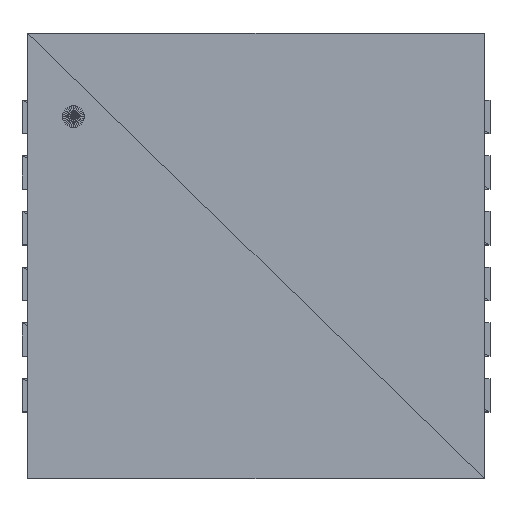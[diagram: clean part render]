
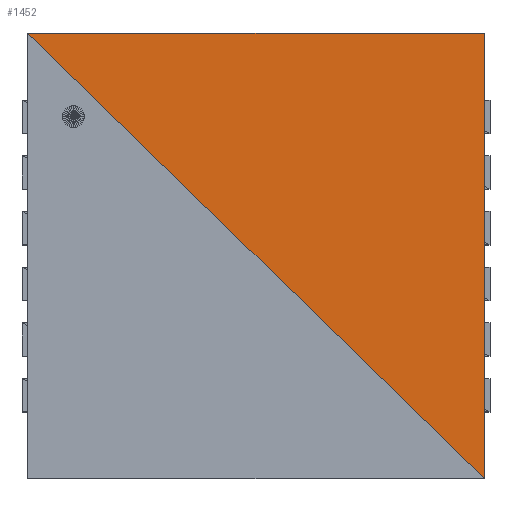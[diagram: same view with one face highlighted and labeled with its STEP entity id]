
A CAD part, top view. The second image highlights one B-rep face of the part: STEP entity #1452.
In plain terms, the highlighted planar face has unit normal (0, 0, 1).
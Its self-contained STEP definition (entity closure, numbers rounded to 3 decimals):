
#1452=ADVANCED_FACE('',(#1453),#1479,.F.);
#1453=FACE_OUTER_BOUND('',#1454,.T.);
#1454=EDGE_LOOP('',(#1455,#1457,#1459));
#1455=ORIENTED_EDGE('',*,*,#1456,.T.);
#1456=EDGE_CURVE('',#1461,#1463,#1465,.T.);
#1457=ORIENTED_EDGE('',*,*,#1458,.T.);
#1458=EDGE_CURVE('',#1463,#1469,#1471,.T.);
#1459=ORIENTED_EDGE('',*,*,#1460,.T.);
#1460=EDGE_CURVE('',#1469,#1461,#1475,.T.);
#1461=VERTEX_POINT('',#1462);
#1462=CARTESIAN_POINT('',(2.05,-2.,1.397));
#1463=VERTEX_POINT('',#1464);
#1464=CARTESIAN_POINT('',(-2.05,2.,1.397));
#1465=LINE('',#1466,#1467);
#1466=CARTESIAN_POINT('',(2.05,-2.,1.397));
#1467=VECTOR('',#1468,1.0);
#1468=DIRECTION('',(0.716,-0.698,0.0));
#1469=VERTEX_POINT('',#1470);
#1470=CARTESIAN_POINT('',(2.05,2.,1.397));
#1471=LINE('',#1472,#1473);
#1472=CARTESIAN_POINT('',(-2.05,2.,1.397));
#1473=VECTOR('',#1474,1.0);
#1474=DIRECTION('',(-1.0,0.0,0.0));
#1475=LINE('',#1476,#1477);
#1476=CARTESIAN_POINT('',(2.05,2.,1.397));
#1477=VECTOR('',#1478,1.0);
#1478=DIRECTION('',(0.0,1.0,0.0));
#1479=PLANE('',#1480);
#1480=AXIS2_PLACEMENT_3D('',#1481,#1482,#1483);
#1481=CARTESIAN_POINT('',(-2.05,2.,1.397));
#1482=DIRECTION('',(0.0,0.0,-1.0));
#1483=DIRECTION('',(0.0,-1.0,0.0));
